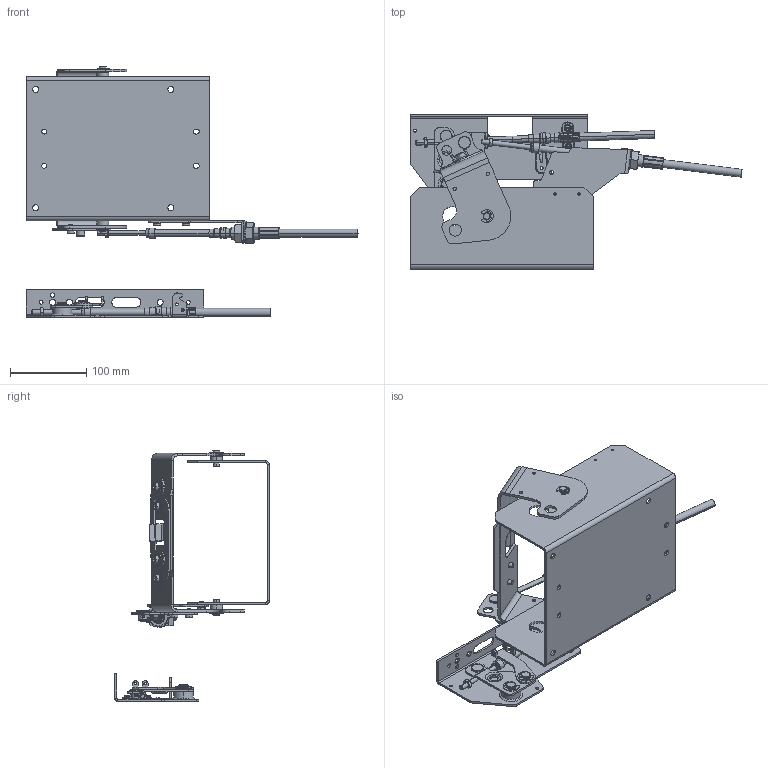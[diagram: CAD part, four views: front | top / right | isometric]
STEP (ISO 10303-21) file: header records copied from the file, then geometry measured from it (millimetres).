
FILE_DESCRIPTION((''),'2;1');
FILE_NAME('31301-107-50-01_ASM','2017-10-05T',('SESA55283'),('Schneider-Electric'),'PRO/ENGINEER BY PARAMETRIC TECHNOLOGY CORPORATION, 2015440','PRO/ENGINEER BY PARAMETRIC TECHNOLOGY CORPORATION, 2015440','');
FILE_SCHEMA(('CONFIG_CONTROL_DESIGN'));
Length unit declared in the file: inch
Products named in the file (39): 31301-077-01; 31301-062-01-01_RVT; 31301-065-50-01_ASM; 31301-114-01-01; 31301-079-01-01; 31301-063-01-01; 29907-03210_MIG05; 31301-517-01-01; 21911-17080_MIG05; 31301-080-01; 31301-104-01; 31004-293-01; 31301-101-01; 31301-103-01; 23601-00200_MIG05; 21601-20160_MIG05; 29907-02410_MIG05; 31301-112-50_ASM; 31004-680-01; 21994-10200; 31004-678-01; CABLE4-BLKHD-FITTING; CABLE4_MIG05; CABLE4-SLEEVE; CABLE4-BUSHING; CABLE4-SLEEVE-ASSY_ASM; CABLE4-ROD-SEAL; CABLE4-ROD-END; CABLE4-ROD-SLEEVE_ASM; CABLE4-SLEEVE-SEAL; 23704-00320_MIG05; 23003-00330_MIG05; CABLE4-BLKHD-END_ASM; 23003-00210_MIG05; CABLE01_ASM; CABLE4-CLAMP-FITTING; CABLE4-CLAMP-END_ASM; CABLE02_ASM; 31301-107-50-01_ASM
Assembly tree (59 placements, depth 6):
  31301-107-50-01_ASM
    31301-065-50-01_ASM
      31301-077-01
      31301-062-01-01_RVT
    31301-114-01-01
    31301-079-01-01
    31301-063-01-01
    29907-03210_MIG05  x2
    31301-517-01-01
    21911-17080_MIG05  x2
    31301-080-01  x2
    31301-112-50_ASM
      31301-104-01
      31004-293-01  x2
      31301-101-01
      31301-103-01  x2
      23601-00200_MIG05  x4
      21601-20160_MIG05  x4
      29907-02410_MIG05  x2
    31004-680-01
    21994-10200  x4
    31004-678-01
    CABLE01_ASM
      CABLE4-BLKHD-END_ASM
        CABLE4-BLKHD-FITTING
        CABLE4_MIG05
        CABLE4-ROD-SLEEVE_ASM
          CABLE4-SLEEVE-ASSY_ASM
            CABLE4-SLEEVE
            CABLE4-BUSHING
          CABLE4-ROD-SEAL
          CABLE4-ROD-END
        CABLE4-SLEEVE-SEAL
        23704-00320_MIG05  x2
        23003-00330_MIG05  x2
      23003-00210_MIG05
    CABLE02_ASM
      CABLE4-CLAMP-END_ASM
        CABLE4-CLAMP-FITTING
        CABLE4_MIG05
        CABLE4-ROD-SLEEVE_ASM
          CABLE4-SLEEVE-ASSY_ASM
            CABLE4-SLEEVE
            CABLE4-BUSHING
          CABLE4-ROD-SEAL
          CABLE4-ROD-END
        CABLE4-SLEEVE-SEAL
      23003-00210_MIG05
Bounding box: 436.48 x 203.2 x 330.96 mm (x, y, z)
Volume: 532121.5 mm3; surface area: 421253.9 mm2
Topology: 55 solids, 55 shells, 1609 faces, 3947 edges, 2500 vertices
Faces by surface type: plane 749, cylinder 645, cone 150, torus 60, bspline 3, sphere 2
Entity records: 34543 total; most frequent: CARTESIAN_POINT 6356, DIRECTION 6214, ORIENTED_EDGE 5418, EDGE_CURVE 2709, AXIS2_PLACEMENT_3D 2375, VERTEX_POINT 1720, VECTOR 1464, LINE 1464
